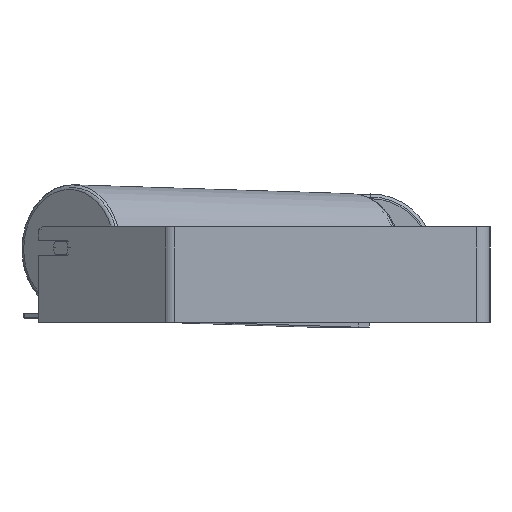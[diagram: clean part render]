
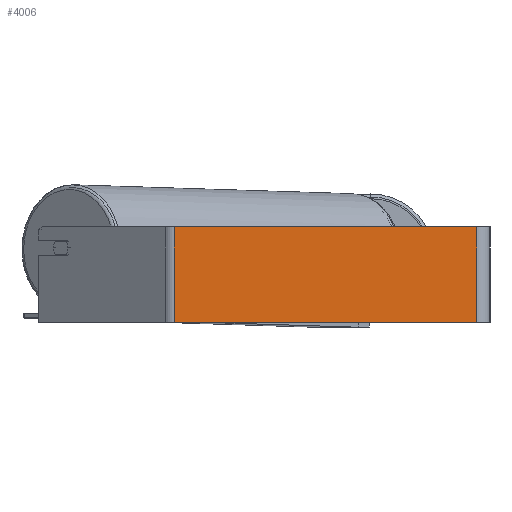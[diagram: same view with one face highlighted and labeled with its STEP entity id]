
A CAD part, left-side view. The second image highlights one B-rep face of the part: STEP entity #4006.
In plain terms, the highlighted planar face has unit normal (-1, 0, 0).
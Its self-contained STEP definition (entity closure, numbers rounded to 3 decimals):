
#98 = AXIS2_PLACEMENT_3D ( 'NONE', #281, #9001, #3302 ) ;
#281 = CARTESIAN_POINT ( 'NONE',  ( -745., 335.569, 50. ) ) ;
#1405 = LINE ( 'NONE', #9282, #7099 ) ;
#1809 = DIRECTION ( 'NONE',  ( 0., -1., 0. ) ) ;
#2187 = LINE ( 'NONE', #5654, #3180 ) ;
#2371 = ORIENTED_EDGE ( 'NONE', *, *, #4860, .T. ) ;
#2449 = PLANE ( 'NONE',  #98 ) ;
#2686 = CARTESIAN_POINT ( 'NONE',  ( -745., 330.474, -50. ) ) ;
#3037 = VERTEX_POINT ( 'NONE', #7967 ) ;
#3180 = VECTOR ( 'NONE', #5082, 1000. ) ;
#3195 = ORIENTED_EDGE ( 'NONE', *, *, #9016, .F. ) ;
#3302 = DIRECTION ( 'NONE',  ( 0., 0., -1. ) ) ;
#3653 = ORIENTED_EDGE ( 'NONE', *, *, #5289, .F. ) ;
#3962 = FACE_OUTER_BOUND ( 'NONE', #6692, .T. ) ;
#4006 = ADVANCED_FACE ( 'NONE', ( #3962 ), #2449, .F. ) ;
#4290 = DIRECTION ( 'NONE',  ( 0., 0., -1. ) ) ;
#4860 = EDGE_CURVE ( 'NONE', #9259, #8749, #6210, .T. ) ;
#4959 = DIRECTION ( 'NONE',  ( 0., -1., 0. ) ) ;
#5082 = DIRECTION ( 'NONE',  ( 0., 0., -1. ) ) ;
#5288 = VERTEX_POINT ( 'NONE', #7134 ) ;
#5289 = EDGE_CURVE ( 'NONE', #5288, #3037, #9187, .T. ) ;
#5654 = CARTESIAN_POINT ( 'NONE',  ( -745., 14., 50. ) ) ;
#6119 = CARTESIAN_POINT ( 'NONE',  ( -745., 335.569, -50. ) ) ;
#6210 = LINE ( 'NONE', #6119, #6738 ) ;
#6468 = CARTESIAN_POINT ( 'NONE',  ( -745., 335.569, 50. ) ) ;
#6692 = EDGE_LOOP ( 'NONE', ( #2371, #3195, #3653, #7955 ) ) ;
#6738 = VECTOR ( 'NONE', #1809, 1000. ) ;
#7099 = VECTOR ( 'NONE', #4290, 1000. ) ;
#7134 = CARTESIAN_POINT ( 'NONE',  ( -745., 330.474, 50. ) ) ;
#7653 = CARTESIAN_POINT ( 'NONE',  ( -745., 14., -50. ) ) ;
#7955 = ORIENTED_EDGE ( 'NONE', *, *, #8229, .T. ) ;
#7967 = CARTESIAN_POINT ( 'NONE',  ( -745., 14., 50. ) ) ;
#8229 = EDGE_CURVE ( 'NONE', #5288, #9259, #1405, .T. ) ;
#8448 = VECTOR ( 'NONE', #4959, 1000. ) ;
#8749 = VERTEX_POINT ( 'NONE', #7653 ) ;
#9001 = DIRECTION ( 'NONE',  ( 1., 0., 0. ) ) ;
#9016 = EDGE_CURVE ( 'NONE', #3037, #8749, #2187, .T. ) ;
#9187 = LINE ( 'NONE', #6468, #8448 ) ;
#9259 = VERTEX_POINT ( 'NONE', #2686 ) ;
#9282 = CARTESIAN_POINT ( 'NONE',  ( -745., 330.474, 50. ) ) ;
